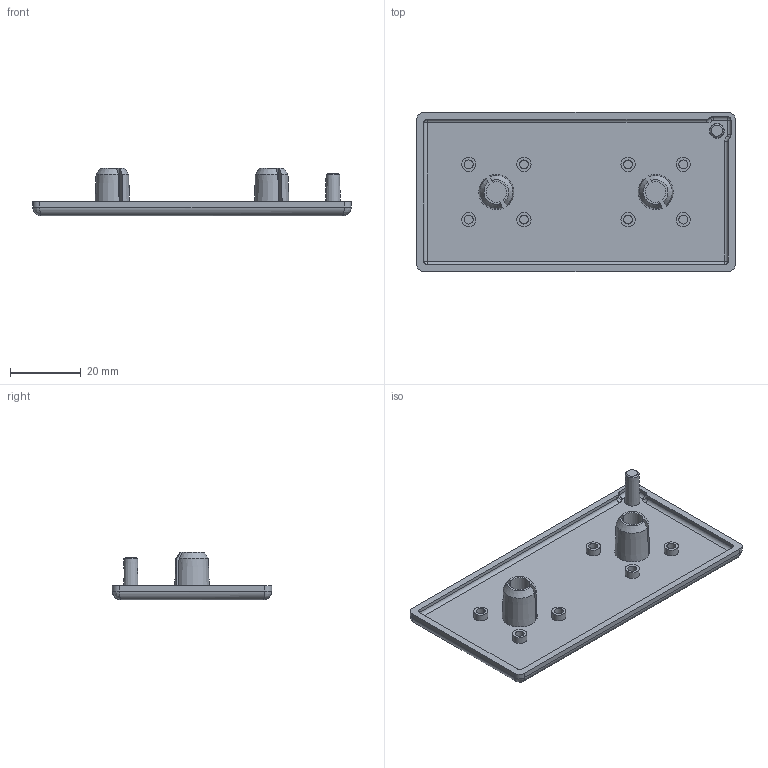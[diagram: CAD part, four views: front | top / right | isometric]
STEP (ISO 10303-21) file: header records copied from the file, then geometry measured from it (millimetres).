
FILE_DESCRIPTION(/* description */ (''),/* implementation_level */ '2;1');
FILE_NAME(/* name */ '224590B.stp',/* time_stamp */ '2022-10-04T08:58:46+02:00',/* author */ ('aluteckkpl_am'),/* organization */ (''),/* preprocessor_version */ 'ST-DEVELOPER v18.1',/* originating_system */ 'Autodesk Inventor 2021',/* authorisation */ '');
FILE_SCHEMA (('CONFIG_CONTROL_DESIGN'));
Length unit declared in the file: millimetre
Products named in the file (2): 224590B-ZP; 224590B
Assembly tree (1 placements, depth 2):
  224590B-ZP
    224590B
Bounding box: 90 x 45 x 13.5 mm (x, y, z)
Volume: 9942.7 mm3; surface area: 10809.4 mm2
Topology: 1 solids, 1 shells, 106 faces, 223 edges, 133 vertices
Faces by surface type: cylinder 42, plane 42, cone 10, bspline 6, sphere 4, torus 2
Full cylindrical faces by diameter (mm): 2.5 x8, 4 x8
Entity records: 2944 total; most frequent: CARTESIAN_POINT 626, DIRECTION 510, ORIENTED_EDGE 430, EDGE_CURVE 215, AXIS2_PLACEMENT_3D 208, VERTEX_POINT 133, EDGE_LOOP 128, FACE_OUTER_BOUND 106
